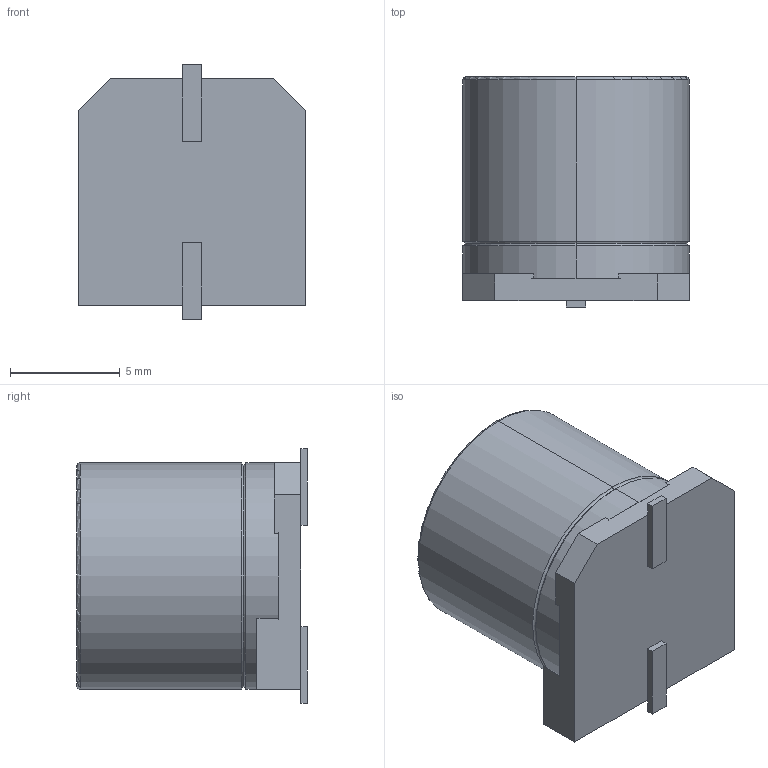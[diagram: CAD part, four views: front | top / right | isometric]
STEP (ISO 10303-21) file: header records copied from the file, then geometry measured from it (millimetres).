
FILE_DESCRIPTION (( 'STEP AP214' ), '1' );
FILE_NAME ('CAP electrolitico SMD code G.STEP', '2020-08-21T12:17:43', ( '' ), ( '' ), 'SwSTEP 2.0', 'SolidWorks 2018', '' );
FILE_SCHEMA (( 'AUTOMOTIVE_DESIGN' ));
Length unit declared in the file: millimetre
Products named in the file (1): CAP electrolitico SMD code G
Bounding box: 10.3 x 10.51 x 11.6 mm (x, y, z)
Volume: 880.4 mm3; surface area: 581.1 mm2
Topology: 1 solids, 1 shells, 46 faces, 111 edges, 67 vertices
Faces by surface type: plane 30, cylinder 10, torus 6
Entity records: 1606 total; most frequent: DIRECTION 237, CARTESIAN_POINT 225, ORIENTED_EDGE 222, EDGE_CURVE 111, VECTOR 79, AXIS2_PLACEMENT_3D 79, LINE 79, VERTEX_POINT 67
